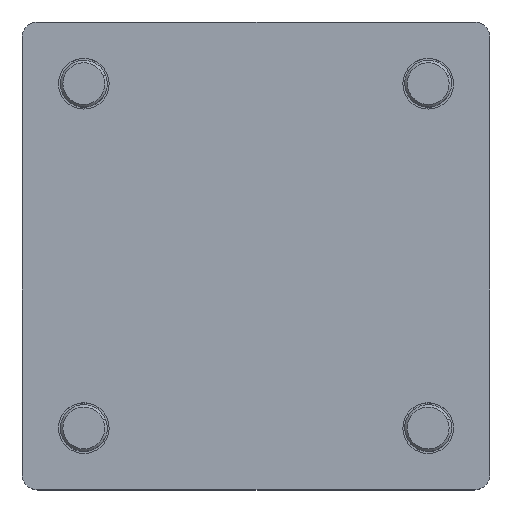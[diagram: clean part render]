
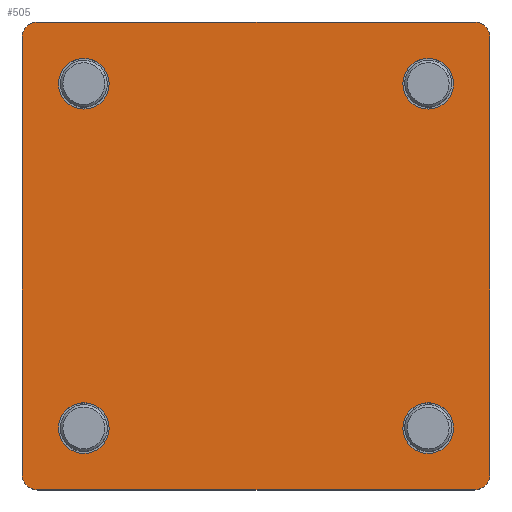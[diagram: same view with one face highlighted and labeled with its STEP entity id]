
A CAD part, top view. The second image highlights one B-rep face of the part: STEP entity #505.
In plain terms, the highlighted planar face has unit normal (0, 0, 1).
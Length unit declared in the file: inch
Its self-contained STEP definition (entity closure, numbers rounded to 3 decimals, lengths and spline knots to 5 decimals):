
#4 = CARTESIAN_POINT ( 'NONE',  ( 2.005, 1.38, 0.625 ) ) ;
#78 = AXIS2_PLACEMENT_3D ( 'NONE', #394, #3387, #2096 ) ;
#80 = EDGE_CURVE ( 'NONE', #1199, #2928, #2193, .T. ) ;
#105 = VECTOR ( 'NONE', #2203, 39.37008 ) ;
#129 = AXIS2_PLACEMENT_3D ( 'NONE', #4, #2437, #3266 ) ;
#167 = CARTESIAN_POINT ( 'NONE',  ( -0.552, 1.38, 0.625 ) ) ;
#175 = EDGE_LOOP ( 'NONE', ( #1717, #1700 ) ) ;
#179 = AXIS2_PLACEMENT_3D ( 'NONE', #1817, #1270, #458 ) ;
#268 = DIRECTION ( 'NONE',  ( 0., 1., 0. ) ) ;
#272 = CARTESIAN_POINT ( 'NONE',  ( 2.375, 1.875, 0.625 ) ) ;
#273 = DIRECTION ( 'NONE',  ( -1., 0., 0. ) ) ;
#279 = ORIENTED_EDGE ( 'NONE', *, *, #2787, .T. ) ;
#284 = CARTESIAN_POINT ( 'NONE',  ( -1.125, 1.75, 0.625 ) ) ;
#329 = VERTEX_POINT ( 'NONE', #1435 ) ;
#341 = CIRCLE ( 'NONE', #2414, 0.125 ) ;
#361 = FACE_BOUND ( 'NONE', #3367, .T. ) ;
#372 = EDGE_CURVE ( 'NONE', #329, #2406, #341, .T. ) ;
#394 = CARTESIAN_POINT ( 'NONE',  ( -0.755, -1.38, 0.625 ) ) ;
#446 = DIRECTION ( 'NONE',  ( 0., 0., 1. ) ) ;
#458 = DIRECTION ( 'NONE',  ( -1., 0., 0. ) ) ;
#472 = LINE ( 'NONE', #3142, #105 ) ;
#501 = EDGE_CURVE ( 'NONE', #2928, #2826, #1197, .T. ) ;
#505 = ADVANCED_FACE ( 'NONE', ( #899, #2009, #2816, #1730, #361 ), #1452, .F. ) ;
#536 = ORIENTED_EDGE ( 'NONE', *, *, #372, .T. ) ;
#680 = CARTESIAN_POINT ( 'NONE',  ( 2.005, -1.38, 0.625 ) ) ;
#757 = CIRCLE ( 'NONE', #129, 0.203 ) ;
#771 = EDGE_CURVE ( 'NONE', #1477, #1107, #1699, .T. ) ;
#810 = EDGE_CURVE ( 'NONE', #2093, #1358, #3012, .T. ) ;
#834 = CARTESIAN_POINT ( 'NONE',  ( 1.802, 1.38, 0.625 ) ) ;
#835 = VERTEX_POINT ( 'NONE', #1489 ) ;
#899 = FACE_BOUND ( 'NONE', #936, .T. ) ;
#932 = ORIENTED_EDGE ( 'NONE', *, *, #1630, .T. ) ;
#936 = EDGE_LOOP ( 'NONE', ( #2077, #1367 ) ) ;
#961 = LINE ( 'NONE', #3426, #1334 ) ;
#980 = ORIENTED_EDGE ( 'NONE', *, *, #1788, .F. ) ;
#982 = ORIENTED_EDGE ( 'NONE', *, *, #2051, .F. ) ;
#1062 = AXIS2_PLACEMENT_3D ( 'NONE', #680, #2381, #1525 ) ;
#1067 = ORIENTED_EDGE ( 'NONE', *, *, #1300, .F. ) ;
#1083 = DIRECTION ( 'NONE',  ( -1., 0., 0. ) ) ;
#1098 = DIRECTION ( 'NONE',  ( 0., 0., 1. ) ) ;
#1101 = AXIS2_PLACEMENT_3D ( 'NONE', #1129, #2681, #1341 ) ;
#1107 = VERTEX_POINT ( 'NONE', #3294 ) ;
#1129 = CARTESIAN_POINT ( 'NONE',  ( 2.375, -1.75, 0.625 ) ) ;
#1180 = CARTESIAN_POINT ( 'NONE',  ( -1.25, 1.875, 0.625 ) ) ;
#1194 = DIRECTION ( 'NONE',  ( -1., 0., 0. ) ) ;
#1197 = LINE ( 'NONE', #2274, #2300 ) ;
#1199 = VERTEX_POINT ( 'NONE', #1465 ) ;
#1201 = CARTESIAN_POINT ( 'NONE',  ( -0.958, -1.38, 0.625 ) ) ;
#1230 = EDGE_CURVE ( 'NONE', #2826, #2910, #1674, .T. ) ;
#1270 = DIRECTION ( 'NONE',  ( 0., 0., 1. ) ) ;
#1300 = EDGE_CURVE ( 'NONE', #1518, #2962, #3146, .T. ) ;
#1334 = VECTOR ( 'NONE', #2068, 39.37008 ) ;
#1341 = DIRECTION ( 'NONE',  ( -1., 0., 0. ) ) ;
#1344 = DIRECTION ( 'NONE',  ( 0., 0., 1. ) ) ;
#1355 = DIRECTION ( 'NONE',  ( 0., 0., 1. ) ) ;
#1358 = VERTEX_POINT ( 'NONE', #3187 ) ;
#1359 = LINE ( 'NONE', #2718, #3378 ) ;
#1367 = ORIENTED_EDGE ( 'NONE', *, *, #810, .F. ) ;
#1398 = ORIENTED_EDGE ( 'NONE', *, *, #1230, .T. ) ;
#1403 = VERTEX_POINT ( 'NONE', #3000 ) ;
#1435 = CARTESIAN_POINT ( 'NONE',  ( 2.5, 1.75, 0.625 ) ) ;
#1442 = CIRCLE ( 'NONE', #2259, 0.203 ) ;
#1445 = EDGE_CURVE ( 'NONE', #2388, #1707, #757, .T. ) ;
#1452 = PLANE ( 'NONE',  #3201 ) ;
#1463 = AXIS2_PLACEMENT_3D ( 'NONE', #3128, #2071, #2363 ) ;
#1465 = CARTESIAN_POINT ( 'NONE',  ( -1.125, 1.875, 0.625 ) ) ;
#1477 = VERTEX_POINT ( 'NONE', #2524 ) ;
#1489 = CARTESIAN_POINT ( 'NONE',  ( 2.5, -1.75, 0.625 ) ) ;
#1517 = ORIENTED_EDGE ( 'NONE', *, *, #501, .T. ) ;
#1518 = VERTEX_POINT ( 'NONE', #1201 ) ;
#1525 = DIRECTION ( 'NONE',  ( -1., 0., 0. ) ) ;
#1526 = DIRECTION ( 'NONE',  ( -1., 0., 0. ) ) ;
#1606 = CARTESIAN_POINT ( 'NONE',  ( -1.125, -1.875, 0.625 ) ) ;
#1630 = EDGE_CURVE ( 'NONE', #1403, #835, #2640, .T. ) ;
#1674 = CIRCLE ( 'NONE', #1920, 0.125 ) ;
#1699 = CIRCLE ( 'NONE', #1062, 0.203 ) ;
#1700 = ORIENTED_EDGE ( 'NONE', *, *, #1445, .F. ) ;
#1707 = VERTEX_POINT ( 'NONE', #834 ) ;
#1717 = ORIENTED_EDGE ( 'NONE', *, *, #3219, .F. ) ;
#1730 = FACE_BOUND ( 'NONE', #1791, .T. ) ;
#1749 = DIRECTION ( 'NONE',  ( -1., 0., 0. ) ) ;
#1788 = EDGE_CURVE ( 'NONE', #1107, #1477, #1442, .T. ) ;
#1791 = EDGE_LOOP ( 'NONE', ( #2264, #980 ) ) ;
#1817 = CARTESIAN_POINT ( 'NONE',  ( -0.755, 1.38, 0.625 ) ) ;
#1826 = AXIS2_PLACEMENT_3D ( 'NONE', #3434, #446, #1526 ) ;
#1832 = CARTESIAN_POINT ( 'NONE',  ( -1.25, 1.75, 0.625 ) ) ;
#1920 = AXIS2_PLACEMENT_3D ( 'NONE', #2581, #2089, #1194 ) ;
#2009 = FACE_BOUND ( 'NONE', #175, .T. ) ;
#2051 = EDGE_CURVE ( 'NONE', #2962, #1518, #2492, .T. ) ;
#2055 = CIRCLE ( 'NONE', #1826, 0.203 ) ;
#2068 = DIRECTION ( 'NONE',  ( 1., 0., 0. ) ) ;
#2071 = DIRECTION ( 'NONE',  ( 0., 0., 1. ) ) ;
#2077 = ORIENTED_EDGE ( 'NONE', *, *, #2451, .F. ) ;
#2089 = DIRECTION ( 'NONE',  ( 0., 0., 1. ) ) ;
#2093 = VERTEX_POINT ( 'NONE', #167 ) ;
#2096 = DIRECTION ( 'NONE',  ( -1., 0., 0. ) ) ;
#2122 = DIRECTION ( 'NONE',  ( -1., 0., 0. ) ) ;
#2137 = EDGE_CURVE ( 'NONE', #2910, #1403, #961, .T. ) ;
#2193 = CIRCLE ( 'NONE', #2194, 0.125 ) ;
#2194 = AXIS2_PLACEMENT_3D ( 'NONE', #284, #1355, #1083 ) ;
#2203 = DIRECTION ( 'NONE',  ( -1., 0., 0. ) ) ;
#2227 = CARTESIAN_POINT ( 'NONE',  ( -1.25, -1.75, 0.625 ) ) ;
#2259 = AXIS2_PLACEMENT_3D ( 'NONE', #2468, #1344, #273 ) ;
#2264 = ORIENTED_EDGE ( 'NONE', *, *, #771, .F. ) ;
#2274 = CARTESIAN_POINT ( 'NONE',  ( -1.25, -1.875, 0.625 ) ) ;
#2283 = ORIENTED_EDGE ( 'NONE', *, *, #3302, .T. ) ;
#2300 = VECTOR ( 'NONE', #3350, 39.37008 ) ;
#2334 = ORIENTED_EDGE ( 'NONE', *, *, #2137, .T. ) ;
#2363 = DIRECTION ( 'NONE',  ( -1., 0., 0. ) ) ;
#2381 = DIRECTION ( 'NONE',  ( 0., 0., 1. ) ) ;
#2388 = VERTEX_POINT ( 'NONE', #3236 ) ;
#2394 = CARTESIAN_POINT ( 'NONE',  ( -0.755, -1.38, 0.625 ) ) ;
#2406 = VERTEX_POINT ( 'NONE', #272 ) ;
#2414 = AXIS2_PLACEMENT_3D ( 'NONE', #2522, #1098, #3317 ) ;
#2437 = DIRECTION ( 'NONE',  ( 0., 0., 1. ) ) ;
#2451 = EDGE_CURVE ( 'NONE', #1358, #2093, #3422, .T. ) ;
#2468 = CARTESIAN_POINT ( 'NONE',  ( 2.005, -1.38, 0.625 ) ) ;
#2492 = CIRCLE ( 'NONE', #2926, 0.203 ) ;
#2522 = CARTESIAN_POINT ( 'NONE',  ( 2.375, 1.75, 0.625 ) ) ;
#2524 = CARTESIAN_POINT ( 'NONE',  ( 1.802, -1.38, 0.625 ) ) ;
#2581 = CARTESIAN_POINT ( 'NONE',  ( -1.125, -1.75, 0.625 ) ) ;
#2640 = CIRCLE ( 'NONE', #1101, 0.125 ) ;
#2681 = DIRECTION ( 'NONE',  ( 0., 0., 1. ) ) ;
#2718 = CARTESIAN_POINT ( 'NONE',  ( 2.5, -1.875, 0.625 ) ) ;
#2787 = EDGE_CURVE ( 'NONE', #835, #329, #1359, .T. ) ;
#2816 = FACE_OUTER_BOUND ( 'NONE', #3129, .T. ) ;
#2826 = VERTEX_POINT ( 'NONE', #2227 ) ;
#2842 = DIRECTION ( 'NONE',  ( 0., 0., -1. ) ) ;
#2910 = VERTEX_POINT ( 'NONE', #1606 ) ;
#2913 = DIRECTION ( 'NONE',  ( 0., 0., 1. ) ) ;
#2926 = AXIS2_PLACEMENT_3D ( 'NONE', #2394, #2913, #2122 ) ;
#2928 = VERTEX_POINT ( 'NONE', #1832 ) ;
#2962 = VERTEX_POINT ( 'NONE', #3386 ) ;
#3000 = CARTESIAN_POINT ( 'NONE',  ( 2.375, -1.875, 0.625 ) ) ;
#3012 = CIRCLE ( 'NONE', #1463, 0.203 ) ;
#3128 = CARTESIAN_POINT ( 'NONE',  ( -0.755, 1.38, 0.625 ) ) ;
#3129 = EDGE_LOOP ( 'NONE', ( #1517, #1398, #2334, #932, #279, #536, #2283, #3474 ) ) ;
#3142 = CARTESIAN_POINT ( 'NONE',  ( -1.25, 1.875, 0.625 ) ) ;
#3146 = CIRCLE ( 'NONE', #78, 0.203 ) ;
#3187 = CARTESIAN_POINT ( 'NONE',  ( -0.958, 1.38, 0.625 ) ) ;
#3201 = AXIS2_PLACEMENT_3D ( 'NONE', #1180, #2842, #1749 ) ;
#3219 = EDGE_CURVE ( 'NONE', #1707, #2388, #2055, .T. ) ;
#3236 = CARTESIAN_POINT ( 'NONE',  ( 2.208, 1.38, 0.625 ) ) ;
#3266 = DIRECTION ( 'NONE',  ( -1., 0., 0. ) ) ;
#3294 = CARTESIAN_POINT ( 'NONE',  ( 2.208, -1.38, 0.625 ) ) ;
#3302 = EDGE_CURVE ( 'NONE', #2406, #1199, #472, .T. ) ;
#3317 = DIRECTION ( 'NONE',  ( -1., 0., 0. ) ) ;
#3350 = DIRECTION ( 'NONE',  ( 0., -1., 0. ) ) ;
#3367 = EDGE_LOOP ( 'NONE', ( #1067, #982 ) ) ;
#3378 = VECTOR ( 'NONE', #268, 39.37008 ) ;
#3386 = CARTESIAN_POINT ( 'NONE',  ( -0.552, -1.38, 0.625 ) ) ;
#3387 = DIRECTION ( 'NONE',  ( 0., 0., 1. ) ) ;
#3422 = CIRCLE ( 'NONE', #179, 0.203 ) ;
#3426 = CARTESIAN_POINT ( 'NONE',  ( -1.25, -1.875, 0.625 ) ) ;
#3434 = CARTESIAN_POINT ( 'NONE',  ( 2.005, 1.38, 0.625 ) ) ;
#3474 = ORIENTED_EDGE ( 'NONE', *, *, #80, .T. ) ;
